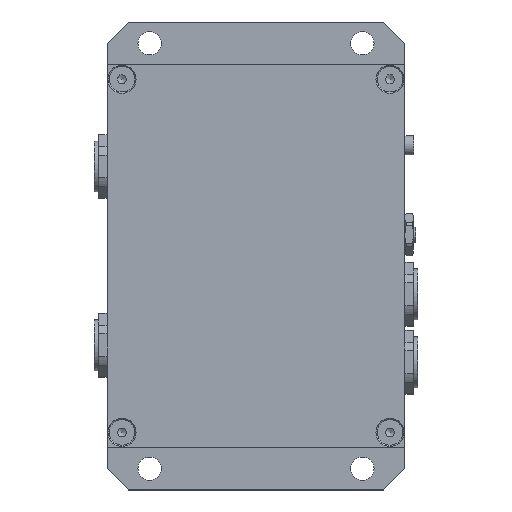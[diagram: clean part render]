
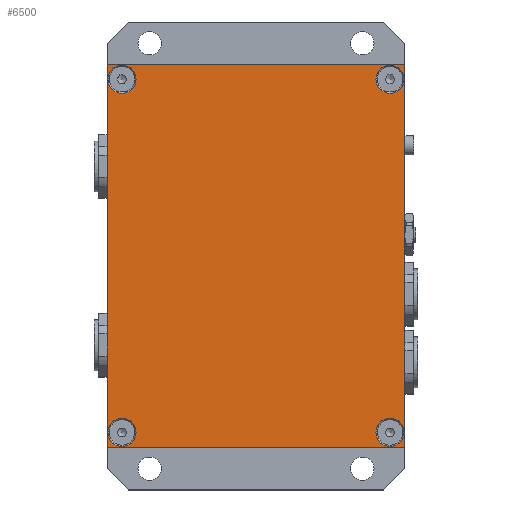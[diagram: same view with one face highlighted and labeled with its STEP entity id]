
A CAD part, top view. The second image highlights one B-rep face of the part: STEP entity #6500.
In plain terms, the highlighted planar face has unit normal (0, 0, 1).
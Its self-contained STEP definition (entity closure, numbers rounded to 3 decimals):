
#229=FACE_BOUND($,#2053,.T.);
#230=FACE_BOUND($,#2054,.T.);
#231=FACE_BOUND($,#2055,.T.);
#232=FACE_BOUND($,#2056,.T.);
#555=LINE($,#10656,#937);
#559=LINE($,#10664,#941);
#562=LINE($,#10670,#944);
#565=LINE($,#10675,#947);
#937=VECTOR($,#8485,90.);
#941=VECTOR($,#8491,70.);
#944=VECTOR($,#8496,90.);
#947=VECTOR($,#8501,70.);
#1520=FACE_OUTER_BOUND($,#2052,.T.);
#2052=EDGE_LOOP($,(#4946,#4947,#4948,#4949));
#2053=EDGE_LOOP($,(#4950));
#2054=EDGE_LOOP($,(#4951));
#2055=EDGE_LOOP($,(#4952));
#2056=EDGE_LOOP($,(#4953));
#2674=CIRCLE($,#7125,3.3);
#2677=CIRCLE($,#7130,3.3);
#2680=CIRCLE($,#7135,3.3);
#2683=CIRCLE($,#7140,3.3);
#3158=VERTEX_POINT($,#10622);
#3161=VERTEX_POINT($,#10630);
#3164=VERTEX_POINT($,#10638);
#3167=VERTEX_POINT($,#10646);
#3170=VERTEX_POINT($,#10654);
#3171=VERTEX_POINT($,#10655);
#3174=VERTEX_POINT($,#10663);
#3176=VERTEX_POINT($,#10669);
#3851=EDGE_CURVE($,#3158,#3158,#2674,.T.);
#3854=EDGE_CURVE($,#3161,#3161,#2677,.T.);
#3857=EDGE_CURVE($,#3164,#3164,#2680,.T.);
#3860=EDGE_CURVE($,#3167,#3167,#2683,.T.);
#3863=EDGE_CURVE($,#3170,#3171,#555,.T.);
#3867=EDGE_CURVE($,#3171,#3174,#559,.T.);
#3870=EDGE_CURVE($,#3174,#3176,#562,.T.);
#3873=EDGE_CURVE($,#3176,#3170,#565,.T.);
#4946=ORIENTED_EDGE($,*,*,#3863,.F.);
#4947=ORIENTED_EDGE($,*,*,#3873,.F.);
#4948=ORIENTED_EDGE($,*,*,#3870,.F.);
#4949=ORIENTED_EDGE($,*,*,#3867,.F.);
#4950=ORIENTED_EDGE($,*,*,#3851,.T.);
#4951=ORIENTED_EDGE($,*,*,#3854,.T.);
#4952=ORIENTED_EDGE($,*,*,#3857,.T.);
#4953=ORIENTED_EDGE($,*,*,#3860,.T.);
#6191=PLANE($,#7148);
#6500=ADVANCED_FACE($,(#1520,#229,#230,#231,#232),#6191,.T.);
#7125=AXIS2_PLACEMENT_3D($,#10623,#8445,#8446);
#7130=AXIS2_PLACEMENT_3D($,#10631,#8455,#8456);
#7135=AXIS2_PLACEMENT_3D($,#10639,#8465,#8466);
#7140=AXIS2_PLACEMENT_3D($,#10647,#8475,#8476);
#7148=AXIS2_PLACEMENT_3D($,#10677,#8503,#8504);
#8445=DIRECTION('center_axis',(0.,0.,-1.));
#8446=DIRECTION('ref_axis',(-1.,0.,0.));
#8455=DIRECTION('center_axis',(0.,0.,-1.));
#8456=DIRECTION('ref_axis',(-1.,0.,0.));
#8465=DIRECTION('center_axis',(0.,0.,-1.));
#8466=DIRECTION('ref_axis',(-1.,0.,0.));
#8475=DIRECTION('center_axis',(0.,0.,-1.));
#8476=DIRECTION('ref_axis',(-1.,0.,0.));
#8485=DIRECTION($,(0.,1.,0.));
#8491=DIRECTION($,(1.,0.,0.));
#8496=DIRECTION($,(0.,-1.,0.));
#8501=DIRECTION($,(-1.,0.,0.));
#8503=DIRECTION('center_axis',(0.,0.,1.));
#8504=DIRECTION('ref_axis',(-1.,0.,0.));
#10622=CARTESIAN_POINT('',(-34.8,41.5,28.));
#10623=CARTESIAN_POINT('Origin',(-31.5,41.5,28.));
#10630=CARTESIAN_POINT('',(28.2,-41.5,28.));
#10631=CARTESIAN_POINT('Origin',(31.5,-41.5,28.));
#10638=CARTESIAN_POINT('',(28.2,41.5,28.));
#10639=CARTESIAN_POINT('Origin',(31.5,41.5,28.));
#10646=CARTESIAN_POINT('',(-34.8,-41.5,28.));
#10647=CARTESIAN_POINT('Origin',(-31.5,-41.5,28.));
#10654=CARTESIAN_POINT('',(-35.,-45.,28.));
#10655=CARTESIAN_POINT('',(-35.,45.,28.));
#10656=CARTESIAN_POINT($,(-35.,-45.,28.));
#10663=CARTESIAN_POINT('',(35.,45.,28.));
#10664=CARTESIAN_POINT($,(-35.,45.,28.));
#10669=CARTESIAN_POINT('',(35.,-45.,28.));
#10670=CARTESIAN_POINT($,(35.,45.,28.));
#10675=CARTESIAN_POINT($,(35.,-45.,28.));
#10677=CARTESIAN_POINT('Origin',(0.,0.,28.));
